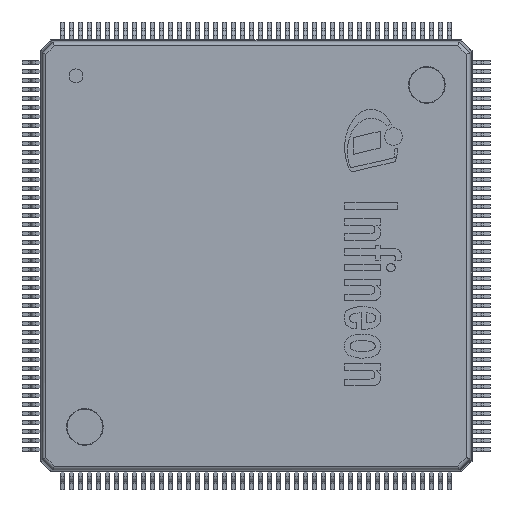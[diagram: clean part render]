
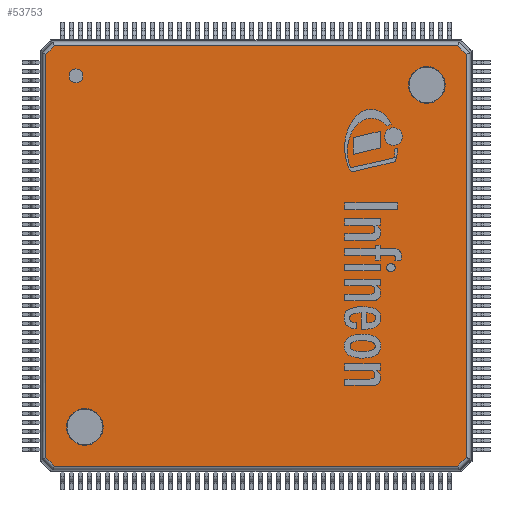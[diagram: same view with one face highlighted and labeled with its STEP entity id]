
A CAD part, top view. The second image highlights one B-rep face of the part: STEP entity #53753.
In plain terms, the highlighted planar face has unit normal (0, 0, 1).
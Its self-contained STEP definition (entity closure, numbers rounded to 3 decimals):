
#320=FACE_BOUND('',#4878,.T.);
#321=FACE_BOUND('',#4879,.T.);
#322=FACE_BOUND('',#4880,.T.);
#1750=FACE_OUTER_BOUND('',#4877,.T.);
#4877=EDGE_LOOP('',(#36471,#36472,#36473,#36474,#36475,#36476,#36477,#36478));
#4878=EDGE_LOOP('',(#36479));
#4879=EDGE_LOOP('',(#36480));
#4880=EDGE_LOOP('',(#36481));
#8118=LINE('',#79281,#14221);
#8125=LINE('',#79298,#14228);
#8126=LINE('',#79302,#14229);
#8133=LINE('',#79322,#14236);
#8134=LINE('',#79326,#14237);
#8141=LINE('',#79346,#14244);
#8142=LINE('',#79350,#14245);
#8148=LINE('',#79364,#14251);
#14221=VECTOR('',#63107,1.);
#14228=VECTOR('',#63122,1.);
#14229=VECTOR('',#63127,1.);
#14236=VECTOR('',#63146,1.);
#14237=VECTOR('',#63151,1.);
#14244=VECTOR('',#63170,1.);
#14245=VECTOR('',#63175,1.);
#14251=VECTOR('',#63191,1.);
#20252=CIRCLE('',#57317,1.015);
#20253=CIRCLE('',#57318,0.387);
#20254=CIRCLE('',#57319,1.015);
#22258=VERTEX_POINT('',#79270);
#22263=VERTEX_POINT('',#79279);
#22269=VERTEX_POINT('',#79297);
#22270=VERTEX_POINT('',#79301);
#22277=VERTEX_POINT('',#79321);
#22278=VERTEX_POINT('',#79325);
#22285=VERTEX_POINT('',#79345);
#22286=VERTEX_POINT('',#79349);
#22290=VERTEX_POINT('',#79367);
#22291=VERTEX_POINT('',#79369);
#22292=VERTEX_POINT('',#79371);
#27798=EDGE_CURVE('',#22263,#22258,#8118,.T.);
#27806=EDGE_CURVE('',#22258,#22269,#8125,.T.);
#27808=EDGE_CURVE('',#22269,#22270,#8126,.T.);
#27818=EDGE_CURVE('',#22270,#22277,#8133,.T.);
#27820=EDGE_CURVE('',#22277,#22278,#8134,.T.);
#27830=EDGE_CURVE('',#22278,#22285,#8141,.T.);
#27832=EDGE_CURVE('',#22285,#22286,#8142,.T.);
#27840=EDGE_CURVE('',#22286,#22263,#8148,.T.);
#27841=EDGE_CURVE('',#22290,#22290,#20252,.T.);
#27842=EDGE_CURVE('',#22291,#22291,#20253,.T.);
#27843=EDGE_CURVE('',#22292,#22292,#20254,.T.);
#36471=ORIENTED_EDGE('',*,*,#27830,.F.);
#36472=ORIENTED_EDGE('',*,*,#27820,.F.);
#36473=ORIENTED_EDGE('',*,*,#27818,.F.);
#36474=ORIENTED_EDGE('',*,*,#27808,.F.);
#36475=ORIENTED_EDGE('',*,*,#27806,.F.);
#36476=ORIENTED_EDGE('',*,*,#27798,.F.);
#36477=ORIENTED_EDGE('',*,*,#27840,.F.);
#36478=ORIENTED_EDGE('',*,*,#27832,.F.);
#36479=ORIENTED_EDGE('',*,*,#27841,.F.);
#36480=ORIENTED_EDGE('',*,*,#27842,.T.);
#36481=ORIENTED_EDGE('',*,*,#27843,.F.);
#51519=PLANE('',#57316);
#53753=ADVANCED_FACE('',(#1750,#320,#321,#322),#51519,.T.);
#57316=AXIS2_PLACEMENT_3D('',#79366,#63194,#63195);
#57317=AXIS2_PLACEMENT_3D('',#79368,#63196,#63197);
#57318=AXIS2_PLACEMENT_3D('',#79370,#63198,#63199);
#57319=AXIS2_PLACEMENT_3D('',#79372,#63200,#63201);
#63107=DIRECTION('',(1.,0.,0.));
#63122=DIRECTION('',(0.707,-0.707,0.));
#63127=DIRECTION('',(0.,-1.,0.));
#63146=DIRECTION('',(-0.707,-0.707,0.));
#63151=DIRECTION('',(-1.,0.,0.));
#63170=DIRECTION('',(-0.707,0.707,0.));
#63175=DIRECTION('',(0.,1.,0.));
#63191=DIRECTION('',(0.707,0.707,0.));
#63194=DIRECTION('center_axis',(0.,0.,1.));
#63195=DIRECTION('ref_axis',(0.,-1.,0.));
#63196=DIRECTION('center_axis',(0.,0.,1.));
#63197=DIRECTION('ref_axis',(0.,-1.,0.));
#63198=DIRECTION('center_axis',(0.,0.,-1.));
#63199=DIRECTION('ref_axis',(0.,-1.,0.));
#63200=DIRECTION('center_axis',(0.,0.,1.));
#63201=DIRECTION('ref_axis',(0.,-1.,0.));
#79270=CARTESIAN_POINT('',(11.202,11.679,1.6));
#79279=CARTESIAN_POINT('',(-11.202,11.679,1.6));
#79281=CARTESIAN_POINT('',(-12.37,11.679,1.6));
#79297=CARTESIAN_POINT('',(11.686,11.195,1.6));
#79298=CARTESIAN_POINT('',(5.482,17.399,1.6));
#79301=CARTESIAN_POINT('',(11.686,-11.195,1.6));
#79302=CARTESIAN_POINT('',(11.686,12.,1.6));
#79321=CARTESIAN_POINT('',(11.202,-11.679,1.6));
#79322=CARTESIAN_POINT('',(11.472,-11.409,1.6));
#79325=CARTESIAN_POINT('',(-11.202,-11.679,1.6));
#79326=CARTESIAN_POINT('',(-12.37,-11.679,1.6));
#79345=CARTESIAN_POINT('',(-11.679,-11.202,1.6));
#79346=CARTESIAN_POINT('',(-17.409,-5.472,1.6));
#79349=CARTESIAN_POINT('',(-11.679,11.202,1.6));
#79350=CARTESIAN_POINT('',(-11.679,12.,1.6));
#79364=CARTESIAN_POINT('',(-11.399,11.482,1.6));
#79366=CARTESIAN_POINT('Origin',(-11.853,12.,1.6));
#79367=CARTESIAN_POINT('',(9.491,10.515,1.6));
#79368=CARTESIAN_POINT('Origin',(9.491,9.5,1.6));
#79369=CARTESIAN_POINT('',(-10.,10.387,1.6));
#79370=CARTESIAN_POINT('Origin',(-10.,10.,1.6));
#79371=CARTESIAN_POINT('',(-9.509,-8.485,1.6));
#79372=CARTESIAN_POINT('Origin',(-9.509,-9.5,1.6));
